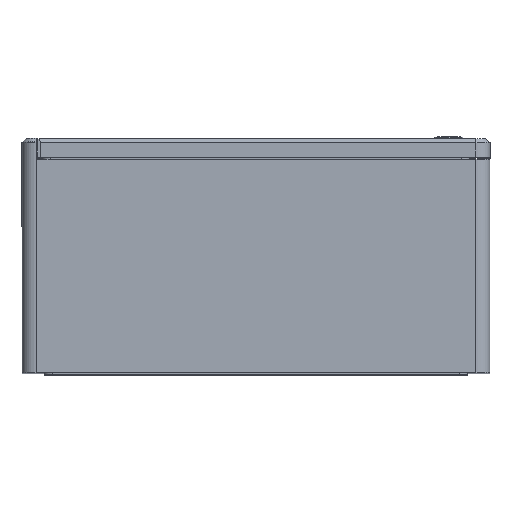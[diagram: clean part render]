
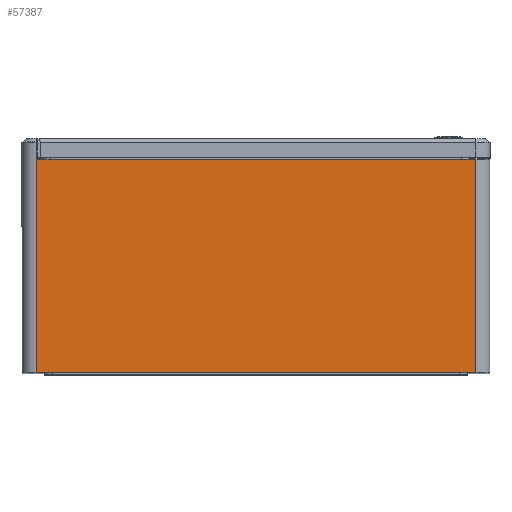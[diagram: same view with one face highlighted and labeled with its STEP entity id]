
A CAD part, top view. The second image highlights one B-rep face of the part: STEP entity #57387.
In plain terms, the highlighted planar face has unit normal (0, 0, 1).
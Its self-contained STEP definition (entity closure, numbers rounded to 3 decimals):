
#5010 = DIRECTION ( 'NONE',  ( 0., -1., 0. ) ) ;
#5594 = EDGE_CURVE ( 'NONE', #7478, #10691, #39886, .T. ) ;
#6443 = VERTEX_POINT ( 'NONE', #33867 ) ;
#7478 = VERTEX_POINT ( 'NONE', #71371 ) ;
#8137 = EDGE_CURVE ( 'NONE', #7478, #53631, #14120, .T. ) ;
#9175 = CARTESIAN_POINT ( 'NONE',  ( -235., 0., 350. ) ) ;
#10691 = VERTEX_POINT ( 'NONE', #50507 ) ;
#12255 = DIRECTION ( 'NONE',  ( 1., 0., 0. ) ) ;
#14120 = LINE ( 'NONE', #74805, #78806 ) ;
#18387 = CARTESIAN_POINT ( 'NONE',  ( 235., 228., 350. ) ) ;
#22716 = ORIENTED_EDGE ( 'NONE', *, *, #5594, .F. ) ;
#23840 = EDGE_CURVE ( 'NONE', #6443, #59705, #83491, .T. ) ;
#26840 = CARTESIAN_POINT ( 'NONE',  ( -234., 246., 350. ) ) ;
#27495 = EDGE_CURVE ( 'NONE', #53631, #6443, #37970, .T. ) ;
#27724 = VECTOR ( 'NONE', #12255, 1000. ) ;
#29712 = EDGE_CURVE ( 'NONE', #10691, #70453, #79491, .T. ) ;
#32980 = CARTESIAN_POINT ( 'NONE',  ( 235., 0., 350. ) ) ;
#33643 = CARTESIAN_POINT ( 'NONE',  ( 235., 228., 350. ) ) ;
#33867 = CARTESIAN_POINT ( 'NONE',  ( -235., 246., 350. ) ) ;
#34657 = ORIENTED_EDGE ( 'NONE', *, *, #27495, .T. ) ;
#37168 = FACE_OUTER_BOUND ( 'NONE', #83310, .T. ) ;
#37793 = LINE ( 'NONE', #79703, #75466 ) ;
#37970 = LINE ( 'NONE', #65176, #41745 ) ;
#39886 = LINE ( 'NONE', #33643, #27724 ) ;
#41745 = VECTOR ( 'NONE', #79444, 1000. ) ;
#41765 = DIRECTION ( 'NONE',  ( 0., 1., 0. ) ) ;
#43851 = PLANE ( 'NONE',  #64521 ) ;
#47923 = ORIENTED_EDGE ( 'NONE', *, *, #29712, .F. ) ;
#48931 = VECTOR ( 'NONE', #5010, 1000. ) ;
#49036 = ORIENTED_EDGE ( 'NONE', *, *, #50307, .T. ) ;
#50307 = EDGE_CURVE ( 'NONE', #59705, #70453, #37793, .T. ) ;
#50507 = CARTESIAN_POINT ( 'NONE',  ( 235., 228., 350. ) ) ;
#53631 = VERTEX_POINT ( 'NONE', #26840 ) ;
#57387 = ADVANCED_FACE ( 'NONE', ( #37168 ), #43851, .F. ) ;
#57695 = DIRECTION ( 'NONE',  ( 0., 0., -1. ) ) ;
#59705 = VERTEX_POINT ( 'NONE', #9175 ) ;
#62449 = VECTOR ( 'NONE', #82170, 1000. ) ;
#64521 = AXIS2_PLACEMENT_3D ( 'NONE', #70634, #57695, #84009 ) ;
#65176 = CARTESIAN_POINT ( 'NONE',  ( 235., 246., 350. ) ) ;
#70453 = VERTEX_POINT ( 'NONE', #32980 ) ;
#70634 = CARTESIAN_POINT ( 'NONE',  ( 235., 228., 350. ) ) ;
#71371 = CARTESIAN_POINT ( 'NONE',  ( -234., 228., 350. ) ) ;
#74805 = CARTESIAN_POINT ( 'NONE',  ( -234., 228., 350. ) ) ;
#75466 = VECTOR ( 'NONE', #78810, 1000. ) ;
#76976 = ORIENTED_EDGE ( 'NONE', *, *, #8137, .T. ) ;
#78806 = VECTOR ( 'NONE', #41765, 1000. ) ;
#78810 = DIRECTION ( 'NONE',  ( 1., 0., 0. ) ) ;
#79444 = DIRECTION ( 'NONE',  ( -1., 0., 0. ) ) ;
#79491 = LINE ( 'NONE', #18387, #48931 ) ;
#79703 = CARTESIAN_POINT ( 'NONE',  ( 235., 0., 350. ) ) ;
#82170 = DIRECTION ( 'NONE',  ( 0., -1., 0. ) ) ;
#82299 = ORIENTED_EDGE ( 'NONE', *, *, #23840, .T. ) ;
#82610 = CARTESIAN_POINT ( 'NONE',  ( -235., 228., 350. ) ) ;
#83310 = EDGE_LOOP ( 'NONE', ( #22716, #76976, #34657, #82299, #49036, #47923 ) ) ;
#83491 = LINE ( 'NONE', #82610, #62449 ) ;
#84009 = DIRECTION ( 'NONE',  ( -1., 0., 0. ) ) ;
